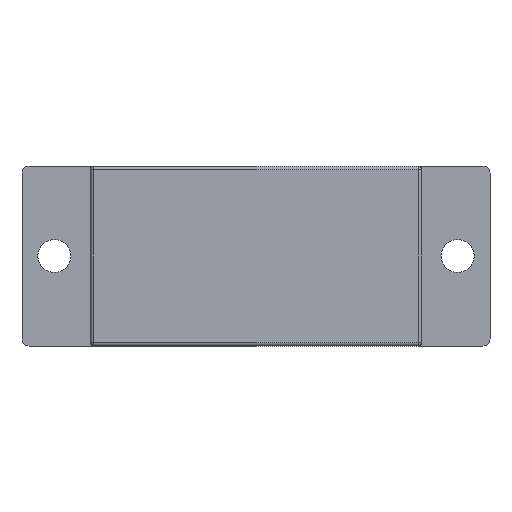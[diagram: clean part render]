
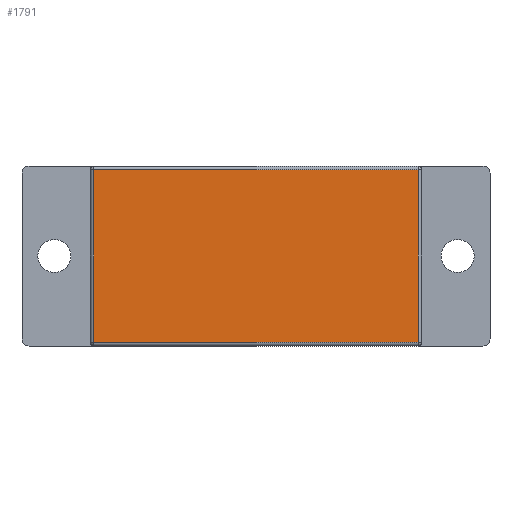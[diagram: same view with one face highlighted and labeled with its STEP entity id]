
A CAD part, left-side view. The second image highlights one B-rep face of the part: STEP entity #1791.
In plain terms, the highlighted planar face has unit normal (-1, 0, 0).
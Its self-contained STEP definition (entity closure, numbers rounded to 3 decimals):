
#72 = CYLINDRICAL_SURFACE('',#73,0.25);
#73 = AXIS2_PLACEMENT_3D('',#74,#75,#76);
#74 = CARTESIAN_POINT('',(-28.05,-16.75,6.));
#75 = DIRECTION('',(0.,1.,0.));
#76 = DIRECTION('',(0.,0.,1.));
#449 = VERTEX_POINT('',#450);
#450 = CARTESIAN_POINT('',(-28.3,-16.5,6.));
#472 = EDGE_CURVE('',#449,#473,#475,.T.);
#473 = VERTEX_POINT('',#474);
#474 = CARTESIAN_POINT('',(-28.3,6.,6.));
#475 = SURFACE_CURVE('',#476,(#480,#487),.PCURVE_S1.);
#476 = LINE('',#477,#478);
#477 = CARTESIAN_POINT('',(-28.3,-16.75,6.));
#478 = VECTOR('',#479,1.);
#479 = DIRECTION('',(0.,1.,0.));
#480 = PCURVE('',#72,#481);
#481 = DEFINITIONAL_REPRESENTATION('',(#482),#486);
#482 = LINE('',#483,#484);
#483 = CARTESIAN_POINT('',(-1.571,0.));
#484 = VECTOR('',#485,1.);
#485 = DIRECTION('',(-0.,1.));
#486 = ( GEOMETRIC_REPRESENTATION_CONTEXT(2) 
PARAMETRIC_REPRESENTATION_CONTEXT() REPRESENTATION_CONTEXT('2D SPACE',''
  ) );
#487 = PCURVE('',#488,#493);
#488 = PLANE('',#489);
#489 = AXIS2_PLACEMENT_3D('',#490,#491,#492);
#490 = CARTESIAN_POINT('',(-28.3,-16.75,6.25));
#491 = DIRECTION('',(1.,0.,0.));
#492 = DIRECTION('',(0.,0.,-1.));
#493 = DEFINITIONAL_REPRESENTATION('',(#494),#498);
#494 = LINE('',#495,#496);
#495 = CARTESIAN_POINT('',(0.25,0.));
#496 = VECTOR('',#497,1.);
#497 = DIRECTION('',(0.,1.));
#498 = ( GEOMETRIC_REPRESENTATION_CONTEXT(2) 
PARAMETRIC_REPRESENTATION_CONTEXT() REPRESENTATION_CONTEXT('2D SPACE',''
  ) );
#1730 = CYLINDRICAL_SURFACE('',#1731,0.25);
#1731 = AXIS2_PLACEMENT_3D('',#1732,#1733,#1734);
#1732 = CARTESIAN_POINT('',(-28.05,-16.5,6.25));
#1733 = DIRECTION('',(0.,0.,-1.));
#1734 = DIRECTION('',(0.,-1.,0.));
#1791 = ADVANCED_FACE('',(#1792),#488,.F.);
#1792 = FACE_BOUND('',#1793,.F.);
#1793 = EDGE_LOOP('',(#1794,#1795,#1818,#1846));
#1794 = ORIENTED_EDGE('',*,*,#472,.F.);
#1795 = ORIENTED_EDGE('',*,*,#1796,.T.);
#1796 = EDGE_CURVE('',#449,#1797,#1799,.T.);
#1797 = VERTEX_POINT('',#1798);
#1798 = CARTESIAN_POINT('',(-28.3,-16.5,-6.));
#1799 = SURFACE_CURVE('',#1800,(#1804,#1811),.PCURVE_S1.);
#1800 = LINE('',#1801,#1802);
#1801 = CARTESIAN_POINT('',(-28.3,-16.5,6.25));
#1802 = VECTOR('',#1803,1.);
#1803 = DIRECTION('',(0.,0.,-1.));
#1804 = PCURVE('',#488,#1805);
#1805 = DEFINITIONAL_REPRESENTATION('',(#1806),#1810);
#1806 = LINE('',#1807,#1808);
#1807 = CARTESIAN_POINT('',(0.,0.25));
#1808 = VECTOR('',#1809,1.);
#1809 = DIRECTION('',(1.,0.));
#1810 = ( GEOMETRIC_REPRESENTATION_CONTEXT(2) 
PARAMETRIC_REPRESENTATION_CONTEXT() REPRESENTATION_CONTEXT('2D SPACE',''
  ) );
#1811 = PCURVE('',#1730,#1812);
#1812 = DEFINITIONAL_REPRESENTATION('',(#1813),#1817);
#1813 = LINE('',#1814,#1815);
#1814 = CARTESIAN_POINT('',(1.571,0.));
#1815 = VECTOR('',#1816,1.);
#1816 = DIRECTION('',(0.,1.));
#1817 = ( GEOMETRIC_REPRESENTATION_CONTEXT(2) 
PARAMETRIC_REPRESENTATION_CONTEXT() REPRESENTATION_CONTEXT('2D SPACE',''
  ) );
#1818 = ORIENTED_EDGE('',*,*,#1819,.T.);
#1819 = EDGE_CURVE('',#1797,#1820,#1822,.T.);
#1820 = VERTEX_POINT('',#1821);
#1821 = CARTESIAN_POINT('',(-28.3,6.,-6.));
#1822 = SURFACE_CURVE('',#1823,(#1827,#1834),.PCURVE_S1.);
#1823 = LINE('',#1824,#1825);
#1824 = CARTESIAN_POINT('',(-28.3,-16.75,-6.));
#1825 = VECTOR('',#1826,1.);
#1826 = DIRECTION('',(0.,1.,0.));
#1827 = PCURVE('',#488,#1828);
#1828 = DEFINITIONAL_REPRESENTATION('',(#1829),#1833);
#1829 = LINE('',#1830,#1831);
#1830 = CARTESIAN_POINT('',(12.25,0.));
#1831 = VECTOR('',#1832,1.);
#1832 = DIRECTION('',(0.,1.));
#1833 = ( GEOMETRIC_REPRESENTATION_CONTEXT(2) 
PARAMETRIC_REPRESENTATION_CONTEXT() REPRESENTATION_CONTEXT('2D SPACE',''
  ) );
#1834 = PCURVE('',#1835,#1840);
#1835 = CYLINDRICAL_SURFACE('',#1836,0.25);
#1836 = AXIS2_PLACEMENT_3D('',#1837,#1838,#1839);
#1837 = CARTESIAN_POINT('',(-28.05,-16.75,-6.));
#1838 = DIRECTION('',(0.,1.,0.));
#1839 = DIRECTION('',(0.,0.,-1.));
#1840 = DEFINITIONAL_REPRESENTATION('',(#1841),#1845);
#1841 = LINE('',#1842,#1843);
#1842 = CARTESIAN_POINT('',(1.571,0.));
#1843 = VECTOR('',#1844,1.);
#1844 = DIRECTION('',(0.,1.));
#1845 = ( GEOMETRIC_REPRESENTATION_CONTEXT(2) 
PARAMETRIC_REPRESENTATION_CONTEXT() REPRESENTATION_CONTEXT('2D SPACE',''
  ) );
#1846 = ORIENTED_EDGE('',*,*,#1847,.F.);
#1847 = EDGE_CURVE('',#473,#1820,#1848,.T.);
#1848 = SURFACE_CURVE('',#1849,(#1853,#1860),.PCURVE_S1.);
#1849 = LINE('',#1850,#1851);
#1850 = CARTESIAN_POINT('',(-28.3,6.,6.25));
#1851 = VECTOR('',#1852,1.);
#1852 = DIRECTION('',(0.,0.,-1.));
#1853 = PCURVE('',#488,#1854);
#1854 = DEFINITIONAL_REPRESENTATION('',(#1855),#1859);
#1855 = LINE('',#1856,#1857);
#1856 = CARTESIAN_POINT('',(0.,22.75));
#1857 = VECTOR('',#1858,1.);
#1858 = DIRECTION('',(1.,0.));
#1859 = ( GEOMETRIC_REPRESENTATION_CONTEXT(2) 
PARAMETRIC_REPRESENTATION_CONTEXT() REPRESENTATION_CONTEXT('2D SPACE',''
  ) );
#1860 = PCURVE('',#1861,#1866);
#1861 = CYLINDRICAL_SURFACE('',#1862,0.25);
#1862 = AXIS2_PLACEMENT_3D('',#1863,#1864,#1865);
#1863 = CARTESIAN_POINT('',(-28.05,6.,6.25));
#1864 = DIRECTION('',(0.,0.,-1.));
#1865 = DIRECTION('',(0.,1.,0.));
#1866 = DEFINITIONAL_REPRESENTATION('',(#1867),#1871);
#1867 = LINE('',#1868,#1869);
#1868 = CARTESIAN_POINT('',(-1.571,0.));
#1869 = VECTOR('',#1870,1.);
#1870 = DIRECTION('',(-0.,1.));
#1871 = ( GEOMETRIC_REPRESENTATION_CONTEXT(2) 
PARAMETRIC_REPRESENTATION_CONTEXT() REPRESENTATION_CONTEXT('2D SPACE',''
  ) );
